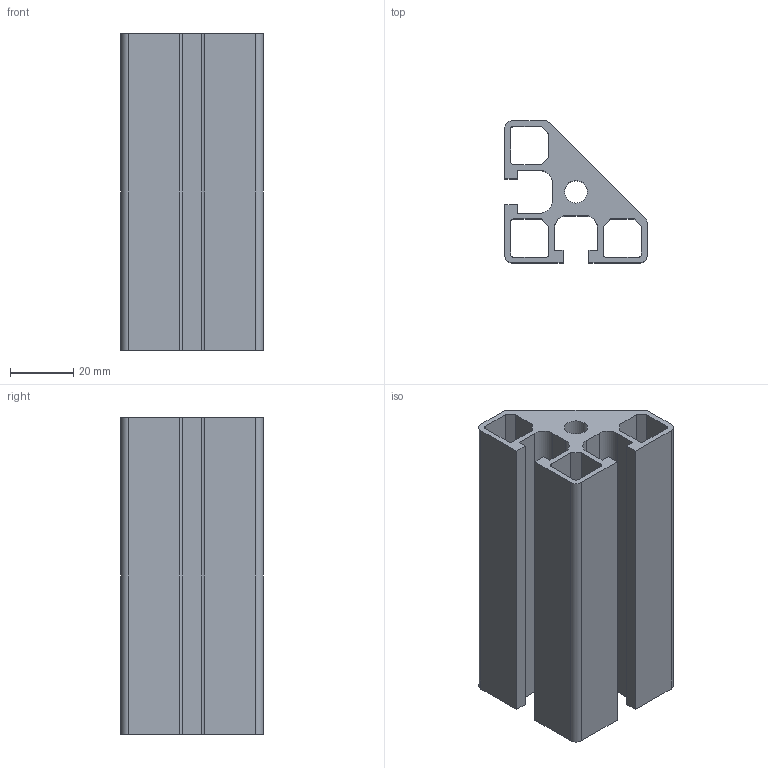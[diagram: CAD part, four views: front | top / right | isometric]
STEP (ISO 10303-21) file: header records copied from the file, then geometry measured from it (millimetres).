
FILE_DESCRIPTION((''),'2;1');
FILE_NAME('K_104503_100.stp','2013-02-18T10:49:38',('VeronikaF'),(''),'Autodesk Inventor 2011','Autodesk Inventor 2011','');
FILE_SCHEMA(('AUTOMOTIVE_DESIGN { 1 0 10303 214 1 1 1 1 }'));
Length unit declared in the file: millimetre
Products named in the file (1): 104503
Bounding box: 45 x 45 x 100 mm (x, y, z)
Volume: 70609.8 mm3; surface area: 40544.7 mm2
Topology: 1 solids, 1 shells, 57 faces, 165 edges, 110 vertices
Faces by surface type: plane 40, cylinder 17
Full cylindrical faces by diameter (mm): 7.2 x1
Entity records: 1910 total; most frequent: CARTESIAN_POINT 332, ORIENTED_EDGE 328, DIRECTION 314, EDGE_CURVE 164, VECTOR 130, LINE 130, VERTEX_POINT 110, AXIS2_PLACEMENT_3D 92
